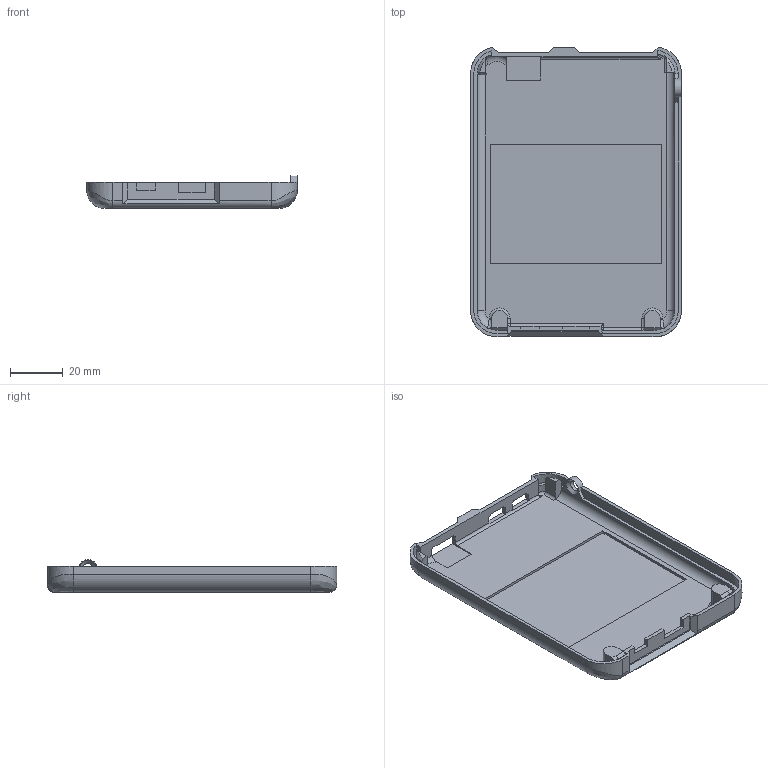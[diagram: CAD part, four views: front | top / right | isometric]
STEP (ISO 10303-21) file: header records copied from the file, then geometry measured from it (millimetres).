
FILE_DESCRIPTION(/* description */ ('STEP AP242','CAx-IF Rec.Pracs.---Representation and Presentation of Product Manufacturing Information (PMI)---4.0---2014-10-13','CAx-IF Rec.Pracs.---3D Tessellated Geometry---0.4---2014-09-14','2;1'),/* implementation_level */ '2;1');
FILE_NAME(/* name */ '64863b387d58ed0c860d1ef5',/* time_stamp */ '2023-06-11T21:23:04Z',/* author */ (''),/* organization */ (''),/* preprocessor_version */ 'ST-DEVELOPER v19.4',/* originating_system */ ' ',/* authorisation */ ' ');
FILE_SCHEMA (('AP242_MANAGED_MODEL_BASED_3D_ENGINEERING_MIM_LF { 1 0 10303 442 1 1 4 }'));
Length unit declared in the file: metre
Products named in the file (1): Back
Bounding box: 80 x 110 x 12.53 mm (x, y, z)
Volume: 18168.4 mm3; surface area: 22999.2 mm2
Topology: 1 solids, 1 shells, 171 faces, 472 edges, 298 vertices
Faces by surface type: plane 100, cylinder 43, bspline 11, cone 8, torus 6, sphere 3
Full cylindrical faces by diameter (mm): 4 x1
Entity records: 5945 total; most frequent: CARTESIAN_POINT 1676, ORIENTED_EDGE 930, DIRECTION 823, EDGE_CURVE 465, LINE 317, VECTOR 317, VERTEX_POINT 296, AXIS2_PLACEMENT_3D 253
